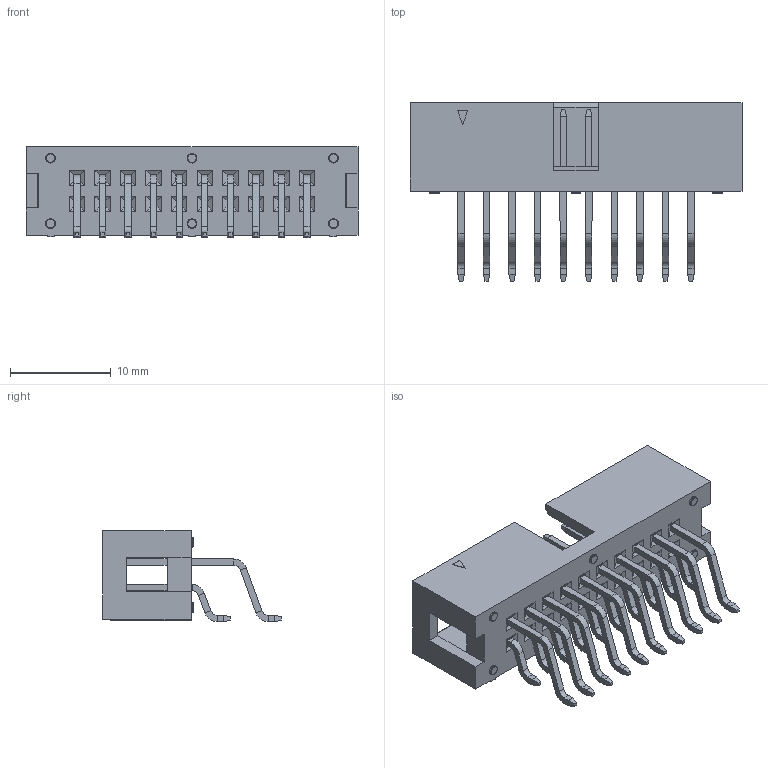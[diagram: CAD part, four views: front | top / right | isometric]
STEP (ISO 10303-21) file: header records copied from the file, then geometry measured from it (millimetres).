
FILE_DESCRIPTION( ('This file contains a STEP AP42 implementation' ,'as created by ZW3D STEP Interface translator.') ,'2;1' );
FILE_NAME( '3110-XXZXXBK00X1.stp' ,'231213.103614', (''), ('ZWCAD Software Co.'), 'Version 1.0', 'ZW3D to STEP translator', '' );
FILE_SCHEMA(('AUTOMOTIVE_DESIGN { 1 0 10303 214 1 1 1 1 }'));
Length unit declared in the file: millimetre
Products named in the file (2): 0; 3110-20ZG0BK00R1
Bounding box: 33.02 x 17.77 x 9.08 mm (x, y, z)
Volume: 1300.8 mm3; surface area: 2468.6 mm2
Topology: 1 solids, 1 shells, 844 faces, 1895 edges, 1096 vertices
Faces by surface type: plane 731, cylinder 101, torus 12
Entity records: 23417 total; most frequent: CARTESIAN_POINT 3866, DIRECTION 3793, ORIENTED_EDGE 3790, EDGE_CURVE 1895, VECTOR 1675, LINE 1675, VERTEX_POINT 1096, AXIS2_PLACEMENT_3D 1059
